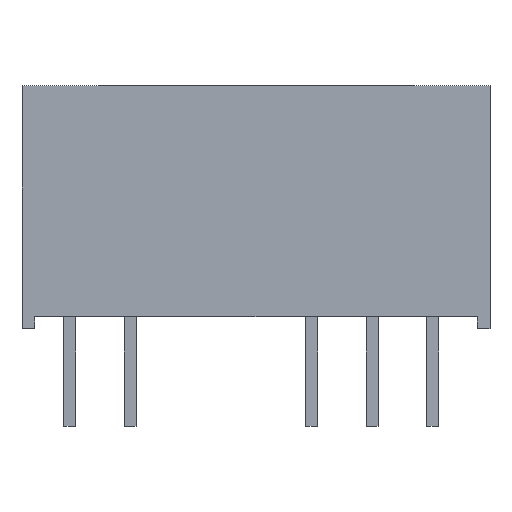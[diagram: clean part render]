
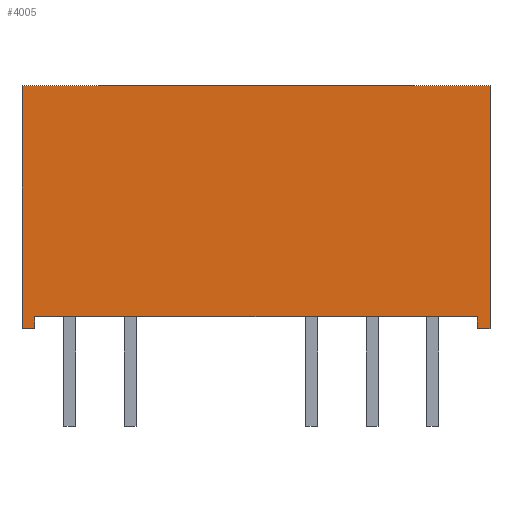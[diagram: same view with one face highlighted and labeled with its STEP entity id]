
A CAD part, top view. The second image highlights one B-rep face of the part: STEP entity #4005.
In plain terms, the highlighted planar face has unit normal (0, 0, 1).
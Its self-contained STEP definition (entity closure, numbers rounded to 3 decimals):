
#3534 = VERTEX_POINT('',#3535);
#3535 = CARTESIAN_POINT('',(-9.825,9.7,3.));
#3541 = EDGE_CURVE('',#3542,#3534,#3544,.T.);
#3542 = VERTEX_POINT('',#3543);
#3543 = CARTESIAN_POINT('',(9.825,9.7,3.));
#3544 = LINE('',#3545,#3546);
#3545 = CARTESIAN_POINT('',(9.825,9.7,3.));
#3546 = VECTOR('',#3547,1.);
#3547 = DIRECTION('',(-1.,0.,0.));
#3889 = VERTEX_POINT('',#3890);
#3890 = CARTESIAN_POINT('',(9.3,0.,3.));
#3896 = EDGE_CURVE('',#3897,#3889,#3899,.T.);
#3897 = VERTEX_POINT('',#3898);
#3898 = CARTESIAN_POINT('',(-9.3,0.,3.));
#3899 = LINE('',#3900,#3901);
#3900 = CARTESIAN_POINT('',(-9.3,0.,3.));
#3901 = VECTOR('',#3902,1.);
#3902 = DIRECTION('',(1.,0.,0.));
#3923 = EDGE_CURVE('',#3924,#3897,#3926,.T.);
#3924 = VERTEX_POINT('',#3925);
#3925 = CARTESIAN_POINT('',(-9.3,-0.5,3.));
#3926 = LINE('',#3927,#3928);
#3927 = CARTESIAN_POINT('',(-9.3,-0.5,3.));
#3928 = VECTOR('',#3929,1.);
#3929 = DIRECTION('',(0.,1.,0.));
#3947 = EDGE_CURVE('',#3948,#3924,#3950,.T.);
#3948 = VERTEX_POINT('',#3949);
#3949 = CARTESIAN_POINT('',(-9.825,-0.5,3.));
#3950 = LINE('',#3951,#3952);
#3951 = CARTESIAN_POINT('',(-9.825,-0.5,3.));
#3952 = VECTOR('',#3953,1.);
#3953 = DIRECTION('',(1.,0.,0.));
#3971 = EDGE_CURVE('',#3534,#3948,#3972,.T.);
#3972 = LINE('',#3973,#3974);
#3973 = CARTESIAN_POINT('',(-9.825,9.7,3.));
#3974 = VECTOR('',#3975,1.);
#3975 = DIRECTION('',(0.,-1.,0.));
#4005 = ADVANCED_FACE('',(#4006),#4035,.T.);
#4006 = FACE_BOUND('',#4007,.T.);
#4007 = EDGE_LOOP('',(#4008,#4009,#4010,#4011,#4012,#4013,#4021,#4029));
#4008 = ORIENTED_EDGE('',*,*,#3541,.T.);
#4009 = ORIENTED_EDGE('',*,*,#3971,.T.);
#4010 = ORIENTED_EDGE('',*,*,#3947,.T.);
#4011 = ORIENTED_EDGE('',*,*,#3923,.T.);
#4012 = ORIENTED_EDGE('',*,*,#3896,.T.);
#4013 = ORIENTED_EDGE('',*,*,#4014,.T.);
#4014 = EDGE_CURVE('',#3889,#4015,#4017,.T.);
#4015 = VERTEX_POINT('',#4016);
#4016 = CARTESIAN_POINT('',(9.3,-0.5,3.));
#4017 = LINE('',#4018,#4019);
#4018 = CARTESIAN_POINT('',(9.3,0.,3.));
#4019 = VECTOR('',#4020,1.);
#4020 = DIRECTION('',(0.,-1.,0.));
#4021 = ORIENTED_EDGE('',*,*,#4022,.T.);
#4022 = EDGE_CURVE('',#4015,#4023,#4025,.T.);
#4023 = VERTEX_POINT('',#4024);
#4024 = CARTESIAN_POINT('',(9.825,-0.5,3.));
#4025 = LINE('',#4026,#4027);
#4026 = CARTESIAN_POINT('',(9.3,-0.5,3.));
#4027 = VECTOR('',#4028,1.);
#4028 = DIRECTION('',(1.,0.,0.));
#4029 = ORIENTED_EDGE('',*,*,#4030,.T.);
#4030 = EDGE_CURVE('',#4023,#3542,#4031,.T.);
#4031 = LINE('',#4032,#4033);
#4032 = CARTESIAN_POINT('',(9.825,-0.5,3.));
#4033 = VECTOR('',#4034,1.);
#4034 = DIRECTION('',(0.,1.,0.));
#4035 = PLANE('',#4036);
#4036 = AXIS2_PLACEMENT_3D('',#4037,#4038,#4039);
#4037 = CARTESIAN_POINT('',(-5.029,4.716,3.));
#4038 = DIRECTION('',(0.,0.,1.));
#4039 = DIRECTION('',(1.,0.,-0.));
